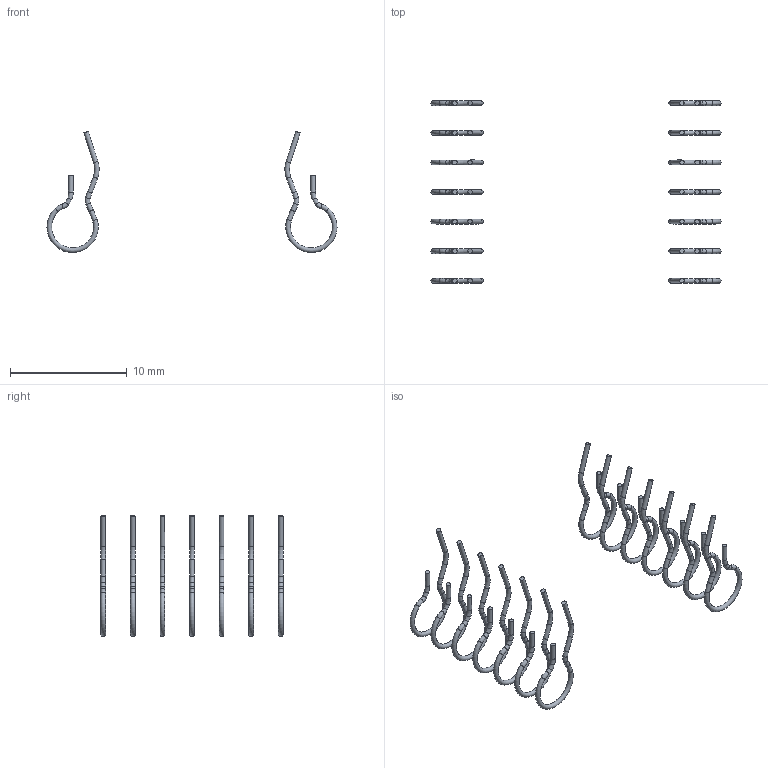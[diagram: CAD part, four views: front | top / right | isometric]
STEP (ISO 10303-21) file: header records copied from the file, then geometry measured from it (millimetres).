
FILE_DESCRIPTION(/* description */ (''),/* implementation_level */ '2;1');
FILE_NAME(/* name */ 'flexypin_xiao.step',/* time_stamp */ '2022-12-12T11:10:35Z',/* author */ (''),/* organization */ (''),/* preprocessor_version */ 'ST-DEVELOPER v19.2',/* originating_system */ 'Autodesk Translation Framework v11.17.0.187',/* authorisation */ '');
FILE_SCHEMA (('AUTOMOTIVE_DESIGN { 1 0 10303 214 3 1 1 }'));
Length unit declared in the file: millimetre
Products named in the file (1): flexypin xiao
Bounding box: 24.9 x 15.64 x 10.4 mm (x, y, z)
Volume: 35.1 mm3; surface area: 355 mm2
Topology: 14 solids, 14 shells, 280 faces, 630 edges, 378 vertices
Faces by surface type: torus 140, cylinder 112, plane 28
Full cylindrical faces by diameter (mm): 0.4 x42
Entity records: 8585 total; most frequent: CARTESIAN_POINT 1961, DIRECTION 1668, ORIENTED_EDGE 1260, AXIS2_PLACEMENT_3D 813, EDGE_CURVE 630, CIRCLE 476, VERTEX_POINT 378, FACE_OUTER_BOUND 280
